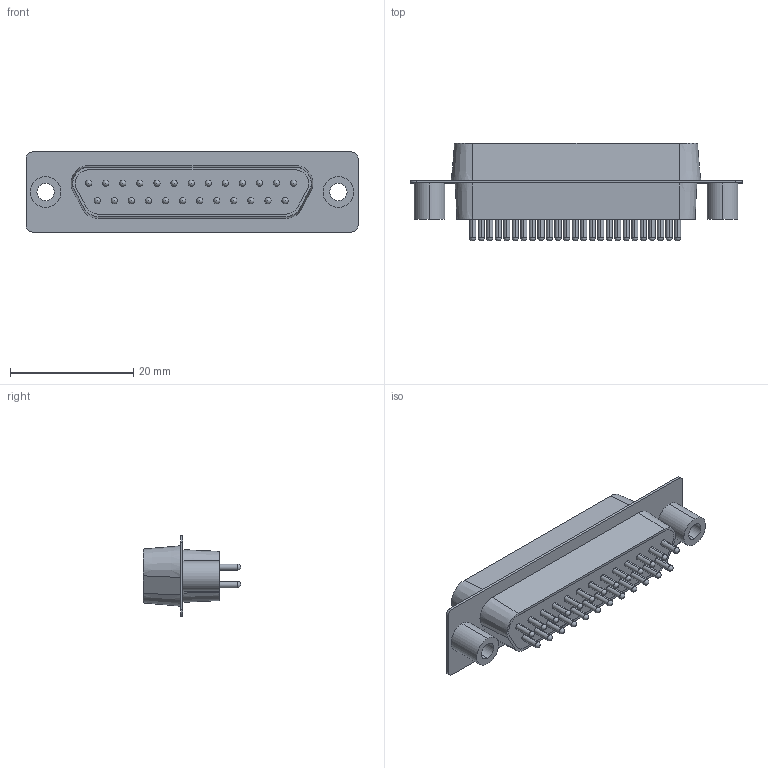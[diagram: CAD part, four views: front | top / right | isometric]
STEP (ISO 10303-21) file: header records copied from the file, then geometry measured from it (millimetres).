
FILE_DESCRIPTION (( 'STEP AP214' ), '1' );
FILE_NAME ('4EDD3BBE-D014-4BEE-8CF0-28A31BD4D508.STEP', '2008-07-31T14:53:29', ( 'sysAdmin' ), ( 'SolidWorks' ), 'SwSTEP 2.0', 'SolidWorks 2008', '' );
FILE_SCHEMA (( 'AUTOMOTIVE_DESIGN' ));
Length unit declared in the file: millimetre
Products named in the file (1): 4EDD3BBE-D014-4BEE-8CF0-28A31BD4D508
Bounding box: 53.85 x 15.86 x 13 mm (x, y, z)
Volume: 2799 mm3; surface area: 3834.4 mm2
Topology: 1 solids, 1 shells, 206 faces, 594 edges, 396 vertices
Faces by surface type: cylinder 116, sphere 50, plane 28, cone 12
Entity records: 7086 total; most frequent: DIRECTION 1114, CARTESIAN_POINT 947, ORIENTED_EDGE 888, AXIS2_PLACEMENT_3D 463, EDGE_CURVE 444, VERTEX_POINT 296, EDGE_LOOP 266, CIRCLE 256
